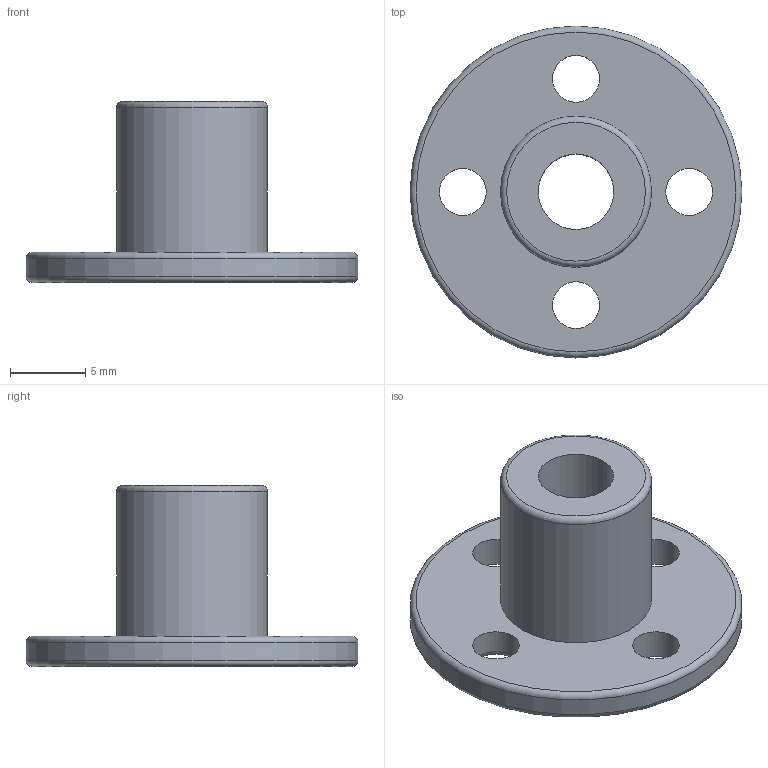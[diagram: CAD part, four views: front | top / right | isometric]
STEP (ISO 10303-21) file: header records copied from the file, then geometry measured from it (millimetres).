
FILE_DESCRIPTION(('FreeCAD Model'),'2;1');
FILE_NAME('Open CASCADE Shape Model','2025-11-27T23:27:33',('Author'),( ''),'Open CASCADE STEP processor 7.8','FreeCAD','Unknown');
FILE_SCHEMA(('AUTOMOTIVE_DESIGN { 1 0 10303 214 1 1 1 1 }'));
Length unit declared in the file: millimetre
Products named in the file (1): Body
Bounding box: 22 x 22 x 12 mm (x, y, z)
Volume: 1243.5 mm3; surface area: 1348.5 mm2
Topology: 1 solids, 1 shells, 14 faces, 29 edges, 18 vertices
Faces by surface type: cylinder 7, torus 4, plane 3
Full cylindrical faces by diameter (mm): 3.1 x4, 5 x1, 10 x1, 22 x1
Entity records: 425 total; most frequent: DIRECTION 81, CARTESIAN_POINT 62, ORIENTED_EDGE 58, AXIS2_PLACEMENT_3D 37, EDGE_CURVE 29, FACE_BOUND 25, EDGE_LOOP 25, CIRCLE 22
